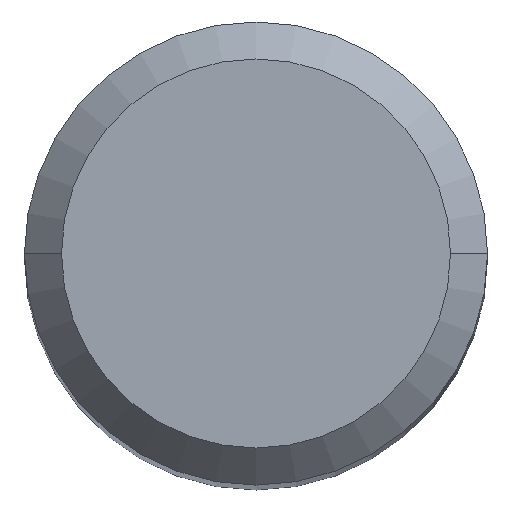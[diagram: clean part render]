
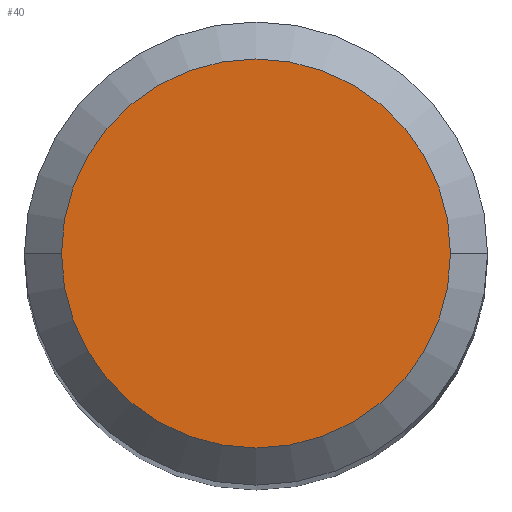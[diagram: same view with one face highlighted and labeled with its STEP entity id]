
A CAD part, top view. The second image highlights one B-rep face of the part: STEP entity #40.
In plain terms, the highlighted planar face has unit normal (0, 0, 1).
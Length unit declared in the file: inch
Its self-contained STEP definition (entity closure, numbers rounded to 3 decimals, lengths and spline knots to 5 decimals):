
#40 = ADVANCED_FACE ( 'NONE', ( #143 ), #281, .T. ) ;
#47 = EDGE_CURVE ( 'NONE', #224, #160, #287, .T. ) ;
#87 = CARTESIAN_POINT ( 'NONE',  ( 0.07875, 0., 1.5 ) ) ;
#95 = DIRECTION ( 'NONE',  ( 1., 0., 0. ) ) ;
#97 = DIRECTION ( 'NONE',  ( 0., 0., 1. ) ) ;
#104 = EDGE_CURVE ( 'NONE', #160, #224, #215, .T. ) ;
#113 = ORIENTED_EDGE ( 'NONE', *, *, #104, .T. ) ;
#143 = FACE_OUTER_BOUND ( 'NONE', #290, .T. ) ;
#144 = DIRECTION ( 'NONE',  ( 0., 0., 1. ) ) ;
#145 = AXIS2_PLACEMENT_3D ( 'NONE', #208, #97, #185 ) ;
#160 = VERTEX_POINT ( 'NONE', #87 ) ;
#172 = AXIS2_PLACEMENT_3D ( 'NONE', #256, #236, #213 ) ;
#173 = ORIENTED_EDGE ( 'NONE', *, *, #47, .T. ) ;
#185 = DIRECTION ( 'NONE',  ( 1., 0., 0. ) ) ;
#208 = CARTESIAN_POINT ( 'NONE',  ( 0., 0., 1.5 ) ) ;
#213 = DIRECTION ( 'NONE',  ( 1., 0., 0. ) ) ;
#215 = CIRCLE ( 'NONE', #172, 0.07875 ) ;
#224 = VERTEX_POINT ( 'NONE', #291 ) ;
#233 = CARTESIAN_POINT ( 'NONE',  ( 0., 0., 1.5 ) ) ;
#236 = DIRECTION ( 'NONE',  ( 0., 0., 1. ) ) ;
#256 = CARTESIAN_POINT ( 'NONE',  ( 0., 0., 1.5 ) ) ;
#257 = AXIS2_PLACEMENT_3D ( 'NONE', #233, #144, #95 ) ;
#281 = PLANE ( 'NONE',  #257 ) ;
#287 = CIRCLE ( 'NONE', #145, 0.07875 ) ;
#290 = EDGE_LOOP ( 'NONE', ( #173, #113 ) ) ;
#291 = CARTESIAN_POINT ( 'NONE',  ( -0.07875, 0., 1.5 ) ) ;
